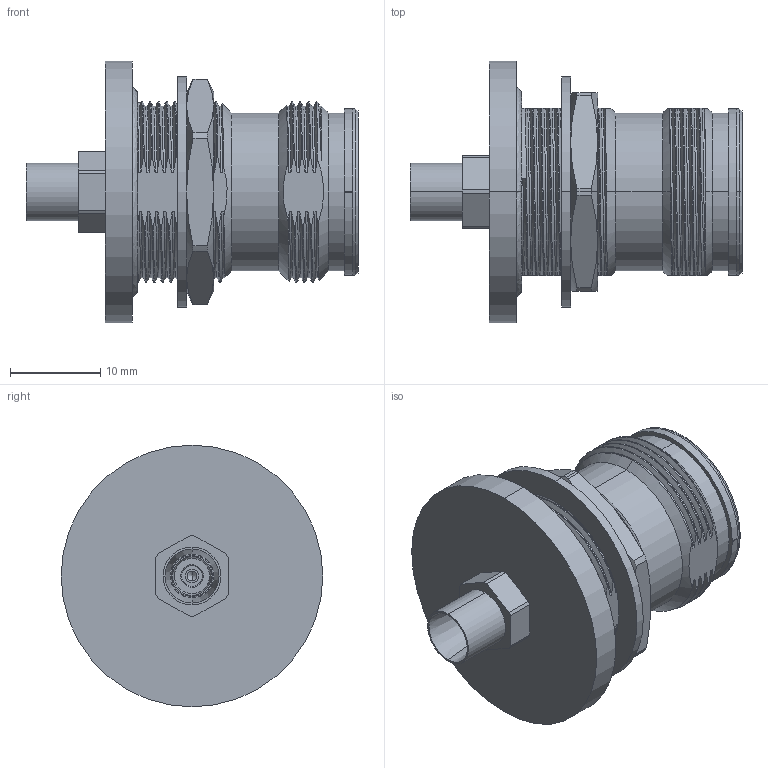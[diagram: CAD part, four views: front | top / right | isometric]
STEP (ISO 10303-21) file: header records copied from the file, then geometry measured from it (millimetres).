
FILE_DESCRIPTION (( 'STEP AP203' ), '1' );
FILE_NAME ('TC-402-4310F-BH-LP_2D.STEP', '2022-06-09T17:54:46', ( '' ), ( '' ), 'SwSTEP 2.0', 'SolidWorks 2021', '' );
FILE_SCHEMA (( 'CONFIG_CONTROL_DESIGN' ));
Length unit declared in the file: millimetre
Products named in the file (1): TC-402-4310F-BH-LP_2D
Bounding box: 36.8 x 29 x 29 mm (x, y, z)
Volume: 7525.7 mm3; surface area: 6426.9 mm2
Topology: 1 solids, 1 shells, 386 faces, 1072 edges, 685 vertices
Faces by surface type: bspline 150, plane 96, cylinder 78, cone 62
Entity records: 60648 total; most frequent: CARTESIAN_POINT 52306, ORIENTED_EDGE 2136, DIRECTION 1279, EDGE_CURVE 1068, VERTEX_POINT 685, AXIS2_PLACEMENT_3D 504, EDGE_LOOP 405, ADVANCED_FACE 386
